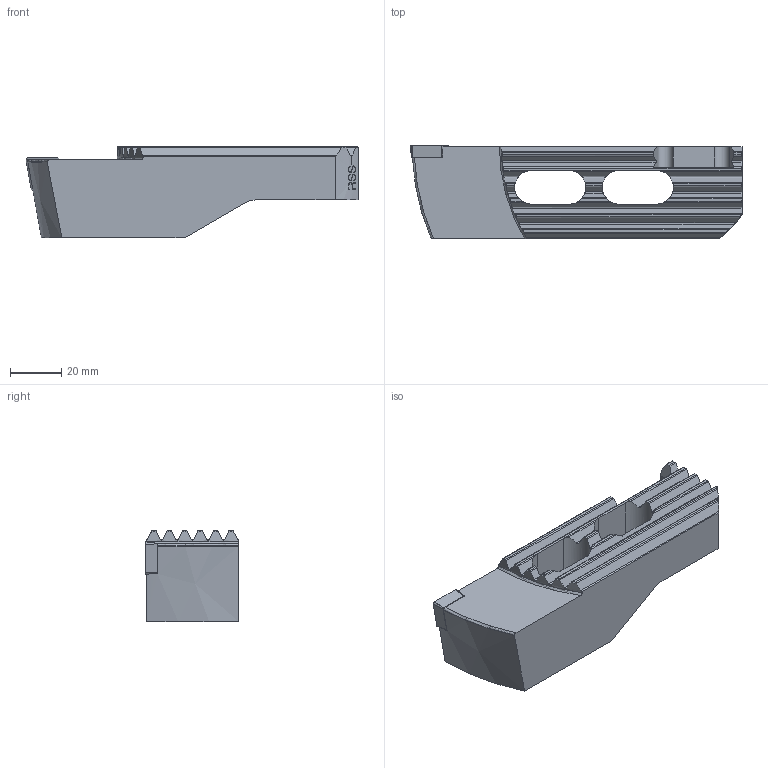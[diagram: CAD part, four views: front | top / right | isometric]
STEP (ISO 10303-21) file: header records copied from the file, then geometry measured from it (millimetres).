
FILE_DESCRIPTION(('no description'),'unknown implementation level');
FILE_NAME('6BB1FA7A-1CB9-42D5-8C61-E088E613DD8C_export.stp',' ',('CIMSOURCE GmbH'),('CADClick - KiM GmbH - www.kimweb.de'),'unknown preprocess','ACIS','unknown authorization');
FILE_SCHEMA(('automotive_design'));
Length unit declared in the file: millimetre
Products named in the file (3): 639.497 Kaiser RB 183-211 SW148 CC12|654.991 Kaiser CCMT 120408 K20C;Kombinieren1; 639.497 Kaiser RB 183-211 SW148 CC12|694.150 Kaiser ETL M5 X 13,3 T20 IP 10S;Kreismuster1; 639.497 Kaiser RB 183-211 SW148 CC12|639.497 Kaiser RB 183-211 SW148 CC12;Marke RSS
Bounding box: 129 x 36.36 x 35.4 mm (x, y, z)
Volume: 87927.2 mm3; surface area: 22473.1 mm2
Topology: 3 solids, 3 shells, 270 faces, 749 edges, 488 vertices
Faces by surface type: plane 99, cylinder 87, bspline 44, cone 29, torus 11
Entity records: 20713 total; most frequent: CARTESIAN_POINT 5669, STYLED_ITEM 1508, PRESENTATION_STYLE_ASSIGNMENT 1508, COLOUR_RGB 1508, ORIENTED_EDGE 1494, DIRECTION 1272, EDGE_CURVE 747, CURVE_STYLE 747
